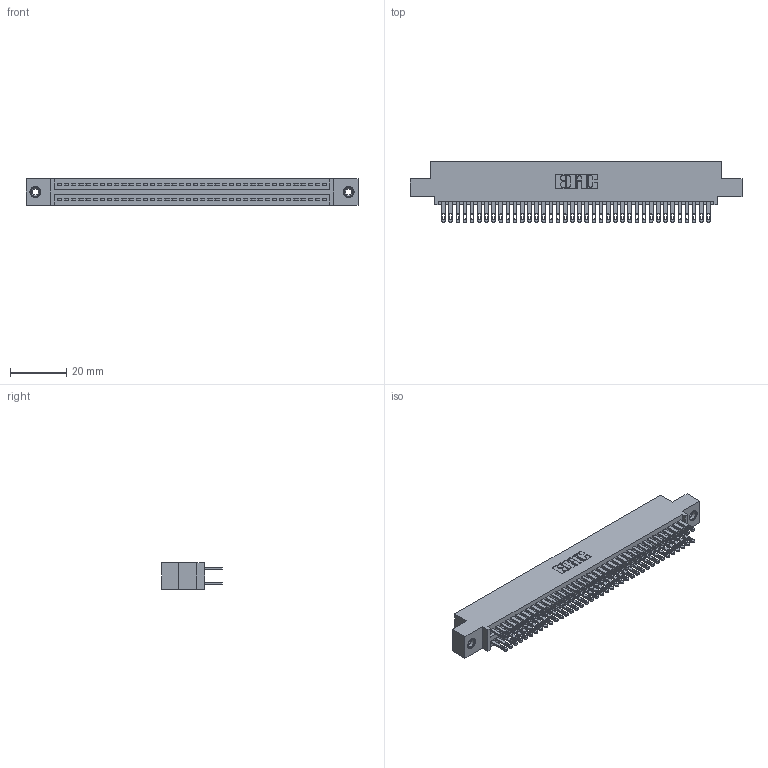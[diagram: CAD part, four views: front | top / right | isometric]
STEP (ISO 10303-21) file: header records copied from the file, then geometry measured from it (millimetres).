
FILE_DESCRIPTION (( 'STEP AP203' ), '1' );
FILE_NAME ('345-076-500-508.STEP', '2019-10-31T11:28:13', ( '' ), ( '' ), 'SwSTEP 2.0', 'SolidWorks 2016', '' );
FILE_SCHEMA (( 'CONFIG_CONTROL_DESIGN' ));
Length unit declared in the file: inch
Products named in the file (4): 345-250-001_345-250-003-102; 345 Part_0.110 Offset - 0.156 Dia-TI; 345-292-001_345-293-100; 345-076-500-508
Assembly tree (79 placements, depth 2):
  345-076-500-508
    345 Part_0.110 Offset - 0.156 Dia-TI
    345-292-001_345-293-100  x76
    345-250-001_345-250-003-102  x2
Bounding box: 117.73 x 21.51 x 9.4 mm (x, y, z)
Volume: 11551.5 mm3; surface area: 17879.1 mm2
Topology: 79 solids, 79 shells, 3686 faces, 11205 edges, 7462 vertices
Faces by surface type: plane 2168, cylinder 1502, cone 12, torus 4
Entity records: 31602 total; most frequent: CARTESIAN_POINT 5283, ORIENTED_EDGE 5210, DIRECTION 4691, EDGE_CURVE 2605, LINE 2297, VECTOR 2297, VERTEX_POINT 1732, AXIS2_PLACEMENT_3D 1197
